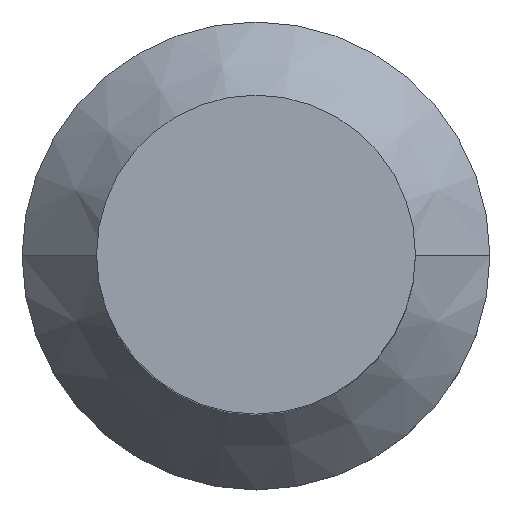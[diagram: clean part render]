
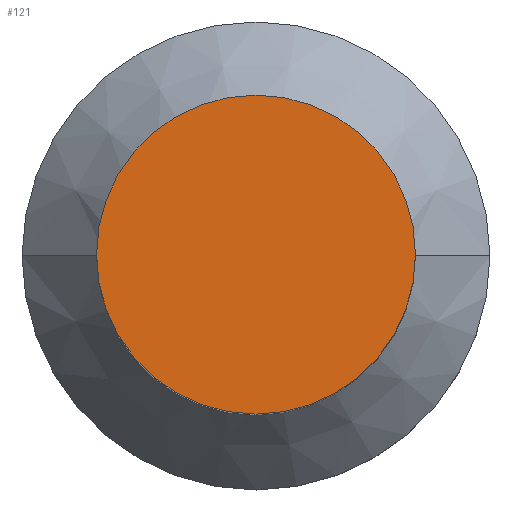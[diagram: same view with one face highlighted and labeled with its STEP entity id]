
A CAD part, top view. The second image highlights one B-rep face of the part: STEP entity #121.
In plain terms, the highlighted planar face has unit normal (0, 0, 1).
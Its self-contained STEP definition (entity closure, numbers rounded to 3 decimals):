
#121=ADVANCED_FACE('',(#151),#149,.F.);
#149=PLANE('',#500);
#151=FACE_OUTER_BOUND('',#178,.T.);
#178=EDGE_LOOP('',(#207,#208));
#207=ORIENTED_EDGE('',*,*,#380,.F.);
#208=ORIENTED_EDGE('',*,*,#381,.T.);
#339=VERTEX_POINT('',#705);
#340=VERTEX_POINT('',#706);
#380=EDGE_CURVE('',#339,#340,#446,.T.);
#381=EDGE_CURVE('',#339,#340,#447,.T.);
#446=CIRCLE('',#498,1.5);
#447=CIRCLE('',#499,1.5);
#498=AXIS2_PLACEMENT_3D('',#704,#562,#563);
#499=AXIS2_PLACEMENT_3D('',#707,#564,#565);
#500=AXIS2_PLACEMENT_3D('',#708,#566,#567);
#562=DIRECTION('',(0.,0.,-1.));
#563=DIRECTION('',(1.,0.,0.));
#564=DIRECTION('',(0.,0.,1.));
#565=DIRECTION('',(1.,0.,0.));
#566=DIRECTION('',(0.,0.,-1.));
#567=DIRECTION('',(-1.,0.,0.));
#704=CARTESIAN_POINT('',(0.,0.,8.));
#705=CARTESIAN_POINT('',(1.5,0.,8.));
#706=CARTESIAN_POINT('',(-1.5,0.,8.));
#707=CARTESIAN_POINT('',(0.,0.,8.));
#708=CARTESIAN_POINT('',(0.,0.,8.));
